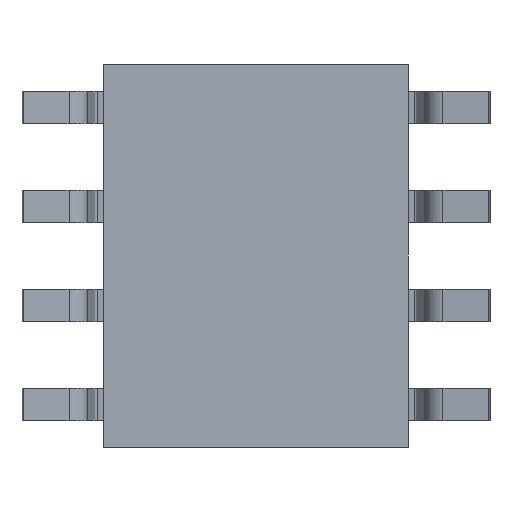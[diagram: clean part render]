
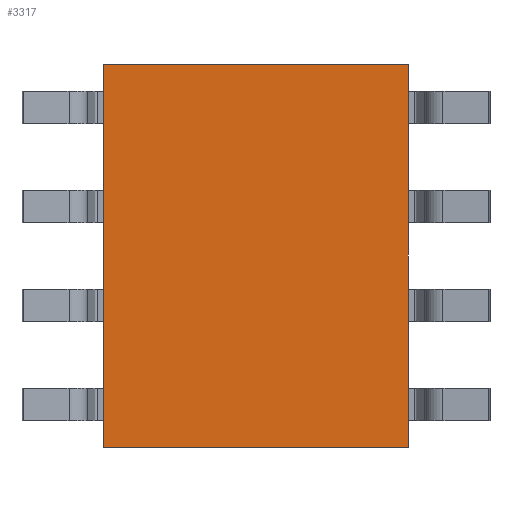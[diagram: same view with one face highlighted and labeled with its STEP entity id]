
A CAD part, front view. The second image highlights one B-rep face of the part: STEP entity #3317.
In plain terms, the highlighted planar face has unit normal (0, -1, 0).
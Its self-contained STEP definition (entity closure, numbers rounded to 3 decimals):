
#65 = DIRECTION ( 'NONE',  ( 1., 0., 0. ) ) ;
#85 = EDGE_CURVE ( 'NONE', #2841, #1551, #475, .T. ) ;
#91 = LINE ( 'NONE', #954, #3373 ) ;
#211 = ORIENTED_EDGE ( 'NONE', *, *, #549, .T. ) ;
#428 = CARTESIAN_POINT ( 'NONE',  ( -1.95, 0.25, 2.45 ) ) ;
#475 = LINE ( 'NONE', #492, #3567 ) ;
#492 = CARTESIAN_POINT ( 'NONE',  ( 1.95, 0.25, 2.45 ) ) ;
#549 = EDGE_CURVE ( 'NONE', #1551, #1269, #1210, .T. ) ;
#593 = VERTEX_POINT ( 'NONE', #2552 ) ;
#718 = FACE_OUTER_BOUND ( 'NONE', #1642, .T. ) ;
#761 = VECTOR ( 'NONE', #1708, 1000. ) ;
#954 = CARTESIAN_POINT ( 'NONE',  ( -1.95, 0.25, -2.45 ) ) ;
#1059 = ORIENTED_EDGE ( 'NONE', *, *, #2605, .T. ) ;
#1210 = LINE ( 'NONE', #428, #3433 ) ;
#1269 = VERTEX_POINT ( 'NONE', #2088 ) ;
#1551 = VERTEX_POINT ( 'NONE', #1823 ) ;
#1559 = EDGE_CURVE ( 'NONE', #1269, #593, #91, .T. ) ;
#1642 = EDGE_LOOP ( 'NONE', ( #211, #2423, #1059, #2398 ) ) ;
#1699 = DIRECTION ( 'NONE',  ( 0., 0., -1. ) ) ;
#1708 = DIRECTION ( 'NONE',  ( 0., 0., 1. ) ) ;
#1823 = CARTESIAN_POINT ( 'NONE',  ( -1.95, 0.25, 2.45 ) ) ;
#1958 = AXIS2_PLACEMENT_3D ( 'NONE', #2263, #2590, #1699 ) ;
#2088 = CARTESIAN_POINT ( 'NONE',  ( -1.95, 0.25, -2.45 ) ) ;
#2263 = CARTESIAN_POINT ( 'NONE',  ( 0., 0.25, 0. ) ) ;
#2398 = ORIENTED_EDGE ( 'NONE', *, *, #85, .T. ) ;
#2423 = ORIENTED_EDGE ( 'NONE', *, *, #1559, .T. ) ;
#2502 = DIRECTION ( 'NONE',  ( 0., 0., -1. ) ) ;
#2552 = CARTESIAN_POINT ( 'NONE',  ( 1.95, 0.25, -2.45 ) ) ;
#2561 = PLANE ( 'NONE',  #1958 ) ;
#2590 = DIRECTION ( 'NONE',  ( 0., -1., 0. ) ) ;
#2605 = EDGE_CURVE ( 'NONE', #593, #2841, #3711, .T. ) ;
#2634 = CARTESIAN_POINT ( 'NONE',  ( 1.95, 0.25, 2.45 ) ) ;
#2820 = DIRECTION ( 'NONE',  ( -1., 0., 0. ) ) ;
#2841 = VERTEX_POINT ( 'NONE', #2634 ) ;
#3094 = CARTESIAN_POINT ( 'NONE',  ( 1.95, 0.25, -2.45 ) ) ;
#3317 = ADVANCED_FACE ( 'NONE', ( #718 ), #2561, .T. ) ;
#3373 = VECTOR ( 'NONE', #65, 1000. ) ;
#3433 = VECTOR ( 'NONE', #2502, 1000. ) ;
#3567 = VECTOR ( 'NONE', #2820, 1000. ) ;
#3711 = LINE ( 'NONE', #3094, #761 ) ;
